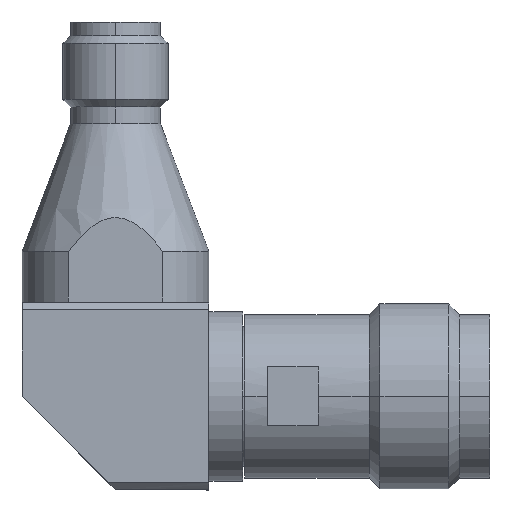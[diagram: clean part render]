
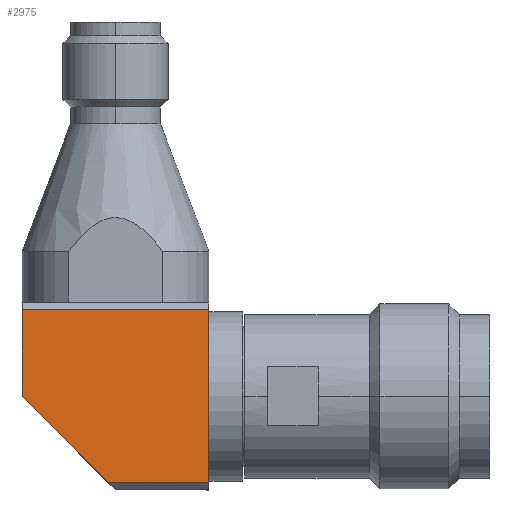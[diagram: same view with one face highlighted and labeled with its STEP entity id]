
A CAD part, top view. The second image highlights one B-rep face of the part: STEP entity #2975.
In plain terms, the highlighted planar face has unit normal (0, 0, 1).
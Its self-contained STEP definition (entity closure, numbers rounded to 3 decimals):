
#50 = LINE ( 'NONE', #2743, #1140 ) ;
#91 = DIRECTION ( 'NONE',  ( 1., 0., 0. ) ) ;
#175 = VERTEX_POINT ( 'NONE', #1186 ) ;
#176 = CARTESIAN_POINT ( 'NONE',  ( 0., -5.099, 5.5 ) ) ;
#214 = EDGE_LOOP ( 'NONE', ( #929, #3014, #479, #1405, #2397 ) ) ;
#304 = VERTEX_POINT ( 'NONE', #2015 ) ;
#314 = DIRECTION ( 'NONE',  ( 0., 1., 0. ) ) ;
#397 = DIRECTION ( 'NONE',  ( 1., 0., 0. ) ) ;
#479 = ORIENTED_EDGE ( 'NONE', *, *, #2974, .F. ) ;
#580 = AXIS2_PLACEMENT_3D ( 'NONE', #1384, #2065, #397 ) ;
#614 = DIRECTION ( 'NONE',  ( 0.707, -0.707, 0. ) ) ;
#654 = LINE ( 'NONE', #176, #2610 ) ;
#763 = CARTESIAN_POINT ( 'NONE',  ( -0.401, -5.099, 5.5 ) ) ;
#767 = EDGE_CURVE ( 'NONE', #304, #175, #50, .T. ) ;
#874 = CARTESIAN_POINT ( 'NONE',  ( 5.5, 5.099, 5.5 ) ) ;
#892 = DIRECTION ( 'NONE',  ( 0., -1., 0. ) ) ;
#929 = ORIENTED_EDGE ( 'NONE', *, *, #2339, .T. ) ;
#1140 = VECTOR ( 'NONE', #314, 1000. ) ;
#1186 = CARTESIAN_POINT ( 'NONE',  ( -5.5, 5.099, 5.5 ) ) ;
#1384 = CARTESIAN_POINT ( 'NONE',  ( 0., 0., 5.5 ) ) ;
#1405 = ORIENTED_EDGE ( 'NONE', *, *, #2064, .F. ) ;
#1499 = VERTEX_POINT ( 'NONE', #763 ) ;
#1603 = LINE ( 'NONE', #2540, #2003 ) ;
#1749 = CARTESIAN_POINT ( 'NONE',  ( -5.5, 5.099, 5.5 ) ) ;
#1982 = VERTEX_POINT ( 'NONE', #2694 ) ;
#2003 = VECTOR ( 'NONE', #892, 1000. ) ;
#2015 = CARTESIAN_POINT ( 'NONE',  ( -5.5, 0., 5.5 ) ) ;
#2026 = LINE ( 'NONE', #1749, #2820 ) ;
#2064 = EDGE_CURVE ( 'NONE', #175, #3027, #2026, .T. ) ;
#2065 = DIRECTION ( 'NONE',  ( 0., 0., 1. ) ) ;
#2315 = VECTOR ( 'NONE', #614, 1000. ) ;
#2339 = EDGE_CURVE ( 'NONE', #304, #1499, #2378, .T. ) ;
#2378 = LINE ( 'NONE', #2795, #2315 ) ;
#2397 = ORIENTED_EDGE ( 'NONE', *, *, #767, .F. ) ;
#2540 = CARTESIAN_POINT ( 'NONE',  ( 5.5, -5.5, 5.5 ) ) ;
#2569 = FACE_OUTER_BOUND ( 'NONE', #214, .T. ) ;
#2583 = PLANE ( 'NONE',  #580 ) ;
#2596 = DIRECTION ( 'NONE',  ( 1., 0., 0. ) ) ;
#2610 = VECTOR ( 'NONE', #2596, 1000. ) ;
#2694 = CARTESIAN_POINT ( 'NONE',  ( 5.5, -5.099, 5.5 ) ) ;
#2743 = CARTESIAN_POINT ( 'NONE',  ( -5.5, 5.5, 5.5 ) ) ;
#2745 = EDGE_CURVE ( 'NONE', #1499, #1982, #654, .T. ) ;
#2795 = CARTESIAN_POINT ( 'NONE',  ( -5.5, 0., 5.5 ) ) ;
#2820 = VECTOR ( 'NONE', #91, 1000. ) ;
#2974 = EDGE_CURVE ( 'NONE', #3027, #1982, #1603, .T. ) ;
#2975 = ADVANCED_FACE ( 'NONE', ( #2569 ), #2583, .T. ) ;
#3014 = ORIENTED_EDGE ( 'NONE', *, *, #2745, .T. ) ;
#3027 = VERTEX_POINT ( 'NONE', #874 ) ;
